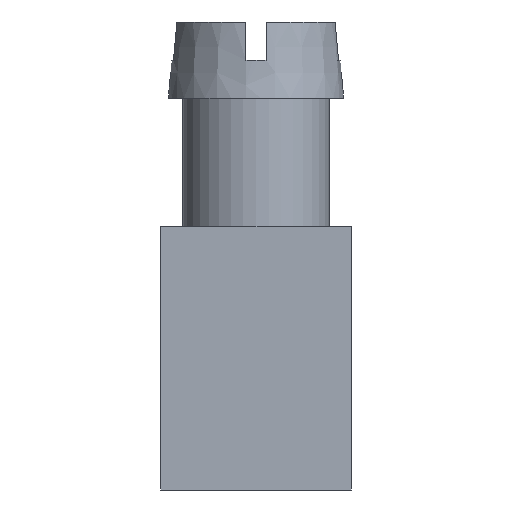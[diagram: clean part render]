
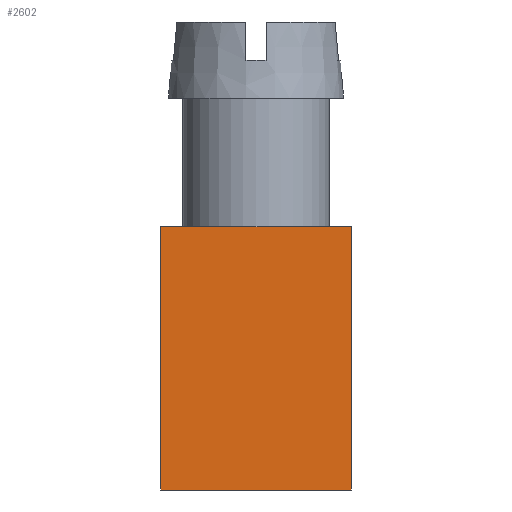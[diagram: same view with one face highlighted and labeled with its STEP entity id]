
A CAD part, left-side view. The second image highlights one B-rep face of the part: STEP entity #2602.
In plain terms, the highlighted planar face has unit normal (-1, 0, 0).
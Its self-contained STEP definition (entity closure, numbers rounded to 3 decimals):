
#224=ORIENTED_EDGE('',*,*,#748,.T.);
#225=ORIENTED_EDGE('',*,*,#749,.F.);
#226=ORIENTED_EDGE('',*,*,#750,.F.);
#227=ORIENTED_EDGE('',*,*,#751,.T.);
#748=EDGE_CURVE('',#1010,#1011,#1178,.T.);
#749=EDGE_CURVE('',#1012,#1011,#1179,.T.);
#750=EDGE_CURVE('',#1013,#1012,#1180,.T.);
#751=EDGE_CURVE('',#1013,#1010,#1181,.T.);
#1010=VERTEX_POINT('',#3538);
#1011=VERTEX_POINT('',#3539);
#1012=VERTEX_POINT('',#3541);
#1013=VERTEX_POINT('',#3543);
#1178=LINE('',#3537,#1310);
#1179=LINE('',#3540,#1311);
#1180=LINE('',#3542,#1312);
#1181=LINE('',#3544,#1313);
#1310=VECTOR('',#3003,1000.);
#1311=VECTOR('',#3004,1000.);
#1312=VECTOR('',#3005,1000.);
#1313=VECTOR('',#3006,1000.);
#1424=EDGE_LOOP('',(#224,#225,#226,#227));
#1582=FACE_BOUND('',#1424,.T.);
#1740=PLANE('',#2735);
#2602=ADVANCED_FACE('',(#1582),#1740,.F.);
#2735=AXIS2_PLACEMENT_3D('',#3536,#3001,#3002);
#3001=DIRECTION('',(1.,0.,0.));
#3002=DIRECTION('',(0.,0.,-1.));
#3003=DIRECTION('',(0.,0.,1.));
#3004=DIRECTION('',(0.,-1.,0.));
#3005=DIRECTION('',(0.,0.,1.));
#3006=DIRECTION('',(0.,-1.,0.));
#3536=CARTESIAN_POINT('',(-61.5,6.5,-9.));
#3537=CARTESIAN_POINT('',(-61.5,0.,-9.));
#3538=CARTESIAN_POINT('',(-61.5,0.,-9.));
#3539=CARTESIAN_POINT('',(-61.5,0.,0.));
#3540=CARTESIAN_POINT('',(-61.5,6.5,0.));
#3541=CARTESIAN_POINT('',(-61.5,6.5,0.));
#3542=CARTESIAN_POINT('',(-61.5,6.5,-9.));
#3543=CARTESIAN_POINT('',(-61.5,6.5,-9.));
#3544=CARTESIAN_POINT('',(-61.5,6.5,-9.));
